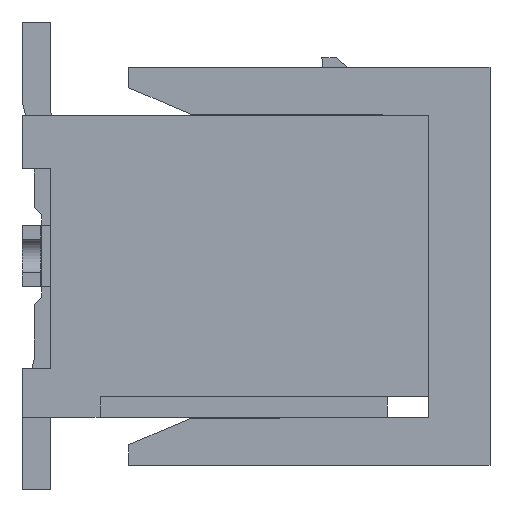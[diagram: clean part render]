
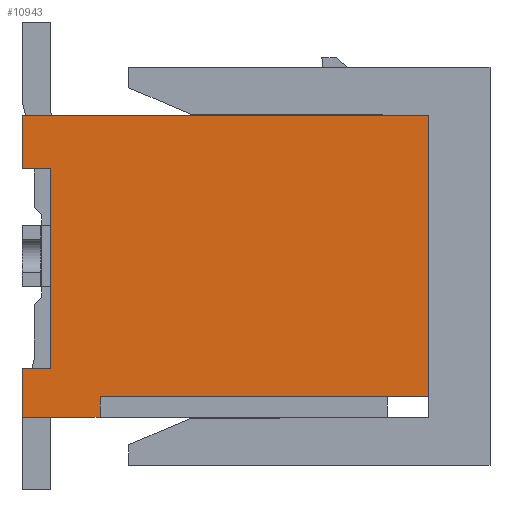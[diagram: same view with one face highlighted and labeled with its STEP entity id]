
A CAD part, left-side view. The second image highlights one B-rep face of the part: STEP entity #10943.
In plain terms, the highlighted planar face has unit normal (-1, 0, 0).
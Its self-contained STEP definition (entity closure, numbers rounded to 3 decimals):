
#1353=ORIENTED_EDGE('',*,*,#4330,.F.);
#1354=ORIENTED_EDGE('',*,*,#4328,.F.);
#1355=ORIENTED_EDGE('',*,*,#4424,.F.);
#1356=ORIENTED_EDGE('',*,*,#4425,.F.);
#1357=ORIENTED_EDGE('',*,*,#4413,.T.);
#1358=ORIENTED_EDGE('',*,*,#3637,.T.);
#1359=ORIENTED_EDGE('',*,*,#4426,.T.);
#1360=ORIENTED_EDGE('',*,*,#4288,.F.);
#1361=ORIENTED_EDGE('',*,*,#4292,.F.);
#1362=ORIENTED_EDGE('',*,*,#4229,.F.);
#3637=EDGE_CURVE('',#5237,#5236,#6300,.T.);
#4229=EDGE_CURVE('',#5768,#5769,#6852,.T.);
#4288=EDGE_CURVE('',#5822,#5823,#6911,.T.);
#4292=EDGE_CURVE('',#5769,#5822,#6915,.T.);
#4328=EDGE_CURVE('',#5846,#5840,#6951,.T.);
#4330=EDGE_CURVE('',#5840,#5768,#6952,.T.);
#4413=EDGE_CURVE('',#5907,#5237,#7035,.T.);
#4424=EDGE_CURVE('',#5912,#5846,#7046,.T.);
#4425=EDGE_CURVE('',#5907,#5912,#7047,.T.);
#4426=EDGE_CURVE('',#5236,#5823,#7048,.T.);
#5236=VERTEX_POINT('',#15228);
#5237=VERTEX_POINT('',#15230);
#5768=VERTEX_POINT('',#16443);
#5769=VERTEX_POINT('',#16445);
#5822=VERTEX_POINT('',#16563);
#5823=VERTEX_POINT('',#16565);
#5840=VERTEX_POINT('',#16621);
#5846=VERTEX_POINT('',#16633);
#5907=VERTEX_POINT('',#16788);
#5912=VERTEX_POINT('',#16806);
#6300=LINE('',#15229,#7803);
#6852=LINE('',#16444,#8355);
#6911=LINE('',#16564,#8414);
#6915=LINE('',#16571,#8418);
#6951=LINE('',#16634,#8454);
#6952=LINE('',#16637,#8455);
#7035=LINE('',#16787,#8538);
#7046=LINE('',#16807,#8549);
#7047=LINE('',#16809,#8550);
#7048=LINE('',#16810,#8551);
#7803=VECTOR('',#12265,1000.);
#8355=VECTOR('',#13079,1000.);
#8414=VECTOR('',#13152,1000.);
#8418=VECTOR('',#13158,1000.);
#8454=VECTOR('',#13204,1000.);
#8455=VECTOR('',#13209,1000.);
#8538=VECTOR('',#13306,1000.);
#8549=VECTOR('',#13323,1000.);
#8550=VECTOR('',#13326,1000.);
#8551=VECTOR('',#13327,1000.);
#9328=EDGE_LOOP('',(#1353,#1354,#1355,#1356,#1357,#1358,#1359,#1360,#1361,
#1362));
#9915=FACE_BOUND('',#9328,.T.);
#10454=PLANE('',#11571);
#10943=ADVANCED_FACE('',(#9915),#10454,.T.);
#11571=AXIS2_PLACEMENT_3D('',#16808,#13324,#13325);
#12265=DIRECTION('',(0.,0.,1.));
#13079=DIRECTION('',(0.,0.,1.));
#13152=DIRECTION('',(0.,0.,1.));
#13158=DIRECTION('',(0.,1.,0.));
#13204=DIRECTION('',(0.,0.,1.));
#13209=DIRECTION('',(0.,-1.,0.));
#13306=DIRECTION('',(0.,-1.,0.));
#13323=DIRECTION('',(0.,1.,0.));
#13324=DIRECTION('',(-1.,0.,0.));
#13325=DIRECTION('',(0.,0.,1.));
#13326=DIRECTION('',(0.,0.,-1.));
#13327=DIRECTION('',(0.,1.,0.));
#15228=CARTESIAN_POINT('',(-18.35,-4.95,3.68));
#15229=CARTESIAN_POINT('',(-18.35,-4.95,-3.68));
#15230=CARTESIAN_POINT('',(-18.35,-4.95,-3.18));
#16443=CARTESIAN_POINT('',(-18.35,4.25,-2.48));
#16444=CARTESIAN_POINT('',(-18.35,4.25,-2.48));
#16445=CARTESIAN_POINT('',(-18.35,4.25,2.37));
#16563=CARTESIAN_POINT('',(-18.35,4.95,2.37));
#16564=CARTESIAN_POINT('',(-18.35,4.95,-3.68));
#16565=CARTESIAN_POINT('',(-18.35,4.95,3.68));
#16571=CARTESIAN_POINT('',(-18.35,4.25,2.37));
#16621=CARTESIAN_POINT('',(-18.35,4.95,-2.48));
#16633=CARTESIAN_POINT('',(-18.35,4.95,-3.68));
#16634=CARTESIAN_POINT('',(-18.35,4.95,-3.68));
#16637=CARTESIAN_POINT('',(-18.35,4.95,-2.48));
#16787=CARTESIAN_POINT('',(-18.35,-4.95,-3.18));
#16788=CARTESIAN_POINT('',(-18.35,3.05,-3.18));
#16806=CARTESIAN_POINT('',(-18.35,3.05,-3.68));
#16807=CARTESIAN_POINT('',(-18.35,-4.95,-3.68));
#16808=CARTESIAN_POINT('',(-18.35,-4.95,-3.68));
#16809=CARTESIAN_POINT('',(-18.35,3.05,-3.18));
#16810=CARTESIAN_POINT('',(-18.35,-4.95,3.68));
